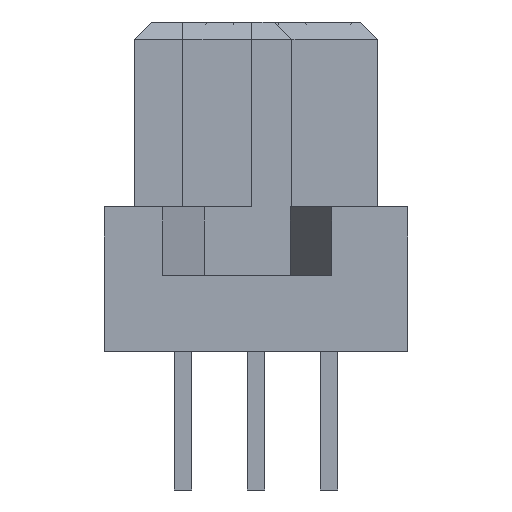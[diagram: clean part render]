
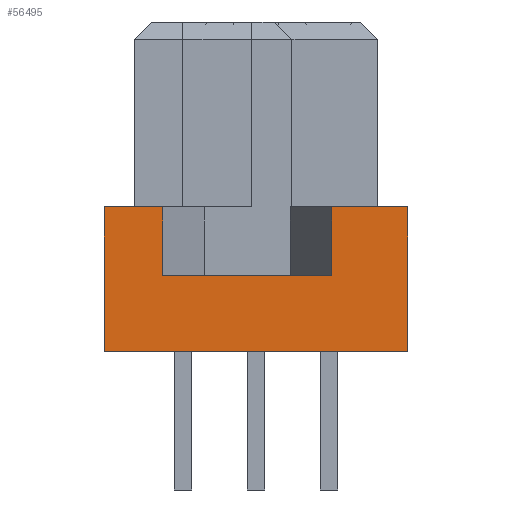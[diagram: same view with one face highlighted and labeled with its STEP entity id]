
A CAD part, left-side view. The second image highlights one B-rep face of the part: STEP entity #56495.
In plain terms, the highlighted planar face has unit normal (-1, 0, 0).
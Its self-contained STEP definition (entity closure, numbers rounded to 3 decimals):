
#14957=DIRECTION('',(0.,1.,0.));
#14958=VECTOR('',#14957,2.65);
#14959=CARTESIAN_POINT('',(-69.85,-5.3,-6.45));
#14960=LINE('',#14959,#14958);
#14973=DIRECTION('',(0.,1.,0.));
#14974=VECTOR('',#14973,2.05);
#14975=CARTESIAN_POINT('',(-69.85,3.25,-6.45));
#14976=LINE('',#14975,#14974);
#15033=DIRECTION('',(0.,-1.,0.));
#15034=VECTOR('',#15033,5.9);
#15035=CARTESIAN_POINT('',(-69.85,3.25,-8.85));
#15036=LINE('',#15035,#15034);
#15037=DIRECTION('',(0.,0.,-1.));
#15038=VECTOR('',#15037,2.4);
#15039=CARTESIAN_POINT('',(-69.85,-2.65,-6.45));
#15040=LINE('',#15039,#15038);
#15041=DIRECTION('',(0.,0.,-1.));
#15042=VECTOR('',#15041,5.05);
#15043=CARTESIAN_POINT('',(-69.85,-5.3,-6.45));
#15044=LINE('',#15043,#15042);
#15045=DIRECTION('',(0.,0.,-1.));
#15046=VECTOR('',#15045,2.4);
#15047=CARTESIAN_POINT('',(-69.85,3.25,-6.45));
#15048=LINE('',#15047,#15046);
#15129=DIRECTION('',(0.,0.,-1.));
#15130=VECTOR('',#15129,5.05);
#15131=CARTESIAN_POINT('',(-69.85,5.3,-6.45));
#15132=LINE('',#15131,#15130);
#15185=DIRECTION('',(0.,1.,0.));
#15186=VECTOR('',#15185,10.6);
#15187=CARTESIAN_POINT('',(-69.85,-5.3,-11.5));
#15188=LINE('',#15187,#15186);
#24354=CARTESIAN_POINT('',(-69.85,-5.3,-11.5));
#24355=CARTESIAN_POINT('',(-69.85,5.3,-11.5));
#24356=VERTEX_POINT('',#24354);
#24357=VERTEX_POINT('',#24355);
#24364=CARTESIAN_POINT('',(-69.85,-5.3,-6.45));
#24365=VERTEX_POINT('',#24364);
#24366=CARTESIAN_POINT('',(-69.85,5.3,-6.45));
#24367=VERTEX_POINT('',#24366);
#24486=CARTESIAN_POINT('',(-69.85,-2.65,-6.45));
#24488=VERTEX_POINT('',#24486);
#24498=CARTESIAN_POINT('',(-69.85,3.25,-6.45));
#24499=VERTEX_POINT('',#24498);
#24514=CARTESIAN_POINT('',(-69.85,3.25,-8.85));
#24515=CARTESIAN_POINT('',(-69.85,-2.65,-8.85));
#24516=VERTEX_POINT('',#24514);
#24517=VERTEX_POINT('',#24515);
#56475=CARTESIAN_POINT('',(-69.85,-5.3,-6.45));
#56476=DIRECTION('',(-1.,0.,0.));
#56477=DIRECTION('',(0.,1.,0.));
#56478=AXIS2_PLACEMENT_3D('',#56475,#56476,#56477);
#56479=PLANE('',#56478);
#56481=ORIENTED_EDGE('',*,*,#56480,.T.);
#56482=ORIENTED_EDGE('',*,*,#56466,.F.);
#56483=ORIENTED_EDGE('',*,*,#56380,.F.);
#56485=ORIENTED_EDGE('',*,*,#56484,.T.);
#56487=ORIENTED_EDGE('',*,*,#56486,.T.);
#56489=ORIENTED_EDGE('',*,*,#56488,.F.);
#56490=ORIENTED_EDGE('',*,*,#56395,.F.);
#56492=ORIENTED_EDGE('',*,*,#56491,.T.);
#56493=EDGE_LOOP('',(#56481,#56482,#56483,#56485,#56487,#56489,#56490,#56492));
#56494=FACE_OUTER_BOUND('',#56493,.F.);
#56495=ADVANCED_FACE('',(#56494),#56479,.T.);
#56380=EDGE_CURVE('',#24365,#24488,#14960,.T.);
#56395=EDGE_CURVE('',#24499,#24367,#14976,.T.);
#56466=EDGE_CURVE('',#24488,#24517,#15040,.T.);
#56480=EDGE_CURVE('',#24516,#24517,#15036,.T.);
#56484=EDGE_CURVE('',#24365,#24356,#15044,.T.);
#56486=EDGE_CURVE('',#24356,#24357,#15188,.T.);
#56488=EDGE_CURVE('',#24367,#24357,#15132,.T.);
#56491=EDGE_CURVE('',#24499,#24516,#15048,.T.);
